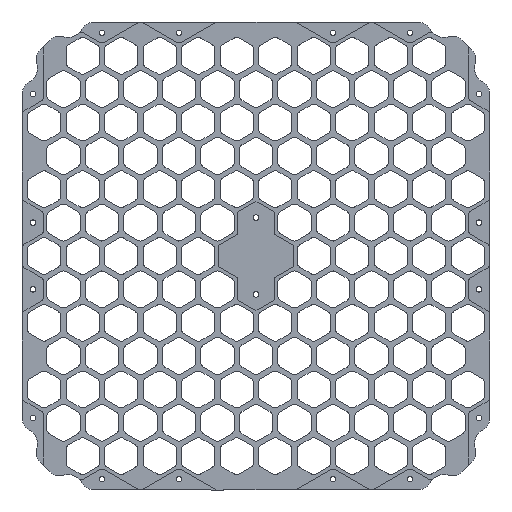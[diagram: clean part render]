
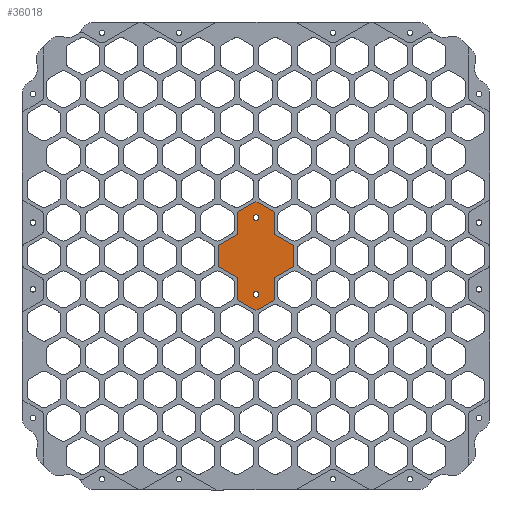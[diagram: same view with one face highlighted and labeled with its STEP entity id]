
A CAD part, front view. The second image highlights one B-rep face of the part: STEP entity #36018.
In plain terms, the highlighted planar face has unit normal (0, -1, 0).
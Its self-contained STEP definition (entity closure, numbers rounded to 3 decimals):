
#15=FACE_BOUND('',#3157,.T.);
#16=FACE_BOUND('',#3158,.T.);
#350=PLANE('',#37931);
#1293=FACE_OUTER_BOUND('',#3156,.T.);
#3156=EDGE_LOOP('',(#24016,#24017,#24018,#24019,#24020,#24021,#24022,#24023,
#24024,#24025,#24026,#24027,#24028,#24029));
#3157=EDGE_LOOP('',(#24030));
#3158=EDGE_LOOP('',(#24031));
#5328=LINE('',#52910,#9028);
#5331=LINE('',#52916,#9031);
#5334=LINE('',#52922,#9034);
#5337=LINE('',#52928,#9037);
#5340=LINE('',#52934,#9040);
#5343=LINE('',#52940,#9043);
#5346=LINE('',#52946,#9046);
#5349=LINE('',#52952,#9049);
#5353=LINE('',#52959,#9053);
#5356=LINE('',#52965,#9056);
#5359=LINE('',#52971,#9059);
#5362=LINE('',#52977,#9062);
#5365=LINE('',#52983,#9065);
#5367=LINE('',#52986,#9067);
#9028=VECTOR('',#41738,10.);
#9031=VECTOR('',#41743,10.);
#9034=VECTOR('',#41748,10.);
#9037=VECTOR('',#41753,10.);
#9040=VECTOR('',#41758,10.);
#9043=VECTOR('',#41763,10.);
#9046=VECTOR('',#41768,10.);
#9049=VECTOR('',#41773,10.);
#9053=VECTOR('',#41779,10.);
#9056=VECTOR('',#41784,10.);
#9059=VECTOR('',#41789,10.);
#9062=VECTOR('',#41794,10.);
#9065=VECTOR('',#41799,10.);
#9067=VECTOR('',#41803,10.);
#12740=CIRCLE('',#37912,1.6);
#12742=CIRCLE('',#37915,1.6);
#14620=VERTEX_POINT('',#52892);
#14622=VERTEX_POINT('',#52898);
#14626=VERTEX_POINT('',#52907);
#14627=VERTEX_POINT('',#52909);
#14629=VERTEX_POINT('',#52915);
#14631=VERTEX_POINT('',#52921);
#14633=VERTEX_POINT('',#52927);
#14635=VERTEX_POINT('',#52933);
#14637=VERTEX_POINT('',#52939);
#14639=VERTEX_POINT('',#52945);
#14641=VERTEX_POINT('',#52951);
#14643=VERTEX_POINT('',#52957);
#14645=VERTEX_POINT('',#52963);
#14647=VERTEX_POINT('',#52969);
#14649=VERTEX_POINT('',#52975);
#14651=VERTEX_POINT('',#52981);
#18356=EDGE_CURVE('',#14620,#14620,#12740,.T.);
#18359=EDGE_CURVE('',#14622,#14622,#12742,.T.);
#18364=EDGE_CURVE('',#14626,#14627,#5328,.F.);
#18367=EDGE_CURVE('',#14627,#14629,#5331,.F.);
#18370=EDGE_CURVE('',#14629,#14631,#5334,.F.);
#18373=EDGE_CURVE('',#14631,#14633,#5337,.F.);
#18376=EDGE_CURVE('',#14633,#14635,#5340,.F.);
#18379=EDGE_CURVE('',#14635,#14637,#5343,.F.);
#18382=EDGE_CURVE('',#14637,#14639,#5346,.F.);
#18385=EDGE_CURVE('',#14639,#14641,#5349,.F.);
#18389=EDGE_CURVE('',#14643,#14626,#5353,.F.);
#18392=EDGE_CURVE('',#14645,#14643,#5356,.F.);
#18395=EDGE_CURVE('',#14647,#14645,#5359,.F.);
#18398=EDGE_CURVE('',#14649,#14647,#5362,.F.);
#18401=EDGE_CURVE('',#14651,#14649,#5365,.F.);
#18403=EDGE_CURVE('',#14641,#14651,#5367,.F.);
#24016=ORIENTED_EDGE('',*,*,#18367,.F.);
#24017=ORIENTED_EDGE('',*,*,#18364,.F.);
#24018=ORIENTED_EDGE('',*,*,#18389,.F.);
#24019=ORIENTED_EDGE('',*,*,#18392,.F.);
#24020=ORIENTED_EDGE('',*,*,#18395,.F.);
#24021=ORIENTED_EDGE('',*,*,#18398,.F.);
#24022=ORIENTED_EDGE('',*,*,#18401,.F.);
#24023=ORIENTED_EDGE('',*,*,#18403,.F.);
#24024=ORIENTED_EDGE('',*,*,#18385,.F.);
#24025=ORIENTED_EDGE('',*,*,#18382,.F.);
#24026=ORIENTED_EDGE('',*,*,#18379,.F.);
#24027=ORIENTED_EDGE('',*,*,#18376,.F.);
#24028=ORIENTED_EDGE('',*,*,#18373,.F.);
#24029=ORIENTED_EDGE('',*,*,#18370,.F.);
#24030=ORIENTED_EDGE('',*,*,#18356,.F.);
#24031=ORIENTED_EDGE('',*,*,#18359,.T.);
#36018=ADVANCED_FACE('',(#1293,#15,#16),#350,.T.);
#37912=AXIS2_PLACEMENT_3D('',#52893,#41722,#41723);
#37915=AXIS2_PLACEMENT_3D('',#52899,#41729,#41730);
#37931=AXIS2_PLACEMENT_3D('',#52987,#41804,#41805);
#41722=DIRECTION('center_axis',(0.,-1.,0.));
#41723=DIRECTION('ref_axis',(-1.,0.,0.));
#41729=DIRECTION('center_axis',(0.,1.,0.));
#41730=DIRECTION('ref_axis',(-1.,0.,0.));
#41738=DIRECTION('',(0.866,0.,0.5));
#41743=DIRECTION('',(0.,0.,1.));
#41748=DIRECTION('',(0.866,0.,0.5));
#41753=DIRECTION('',(0.866,0.,-0.5));
#41758=DIRECTION('',(0.,0.,-1.));
#41763=DIRECTION('',(0.866,0.,-0.5));
#41768=DIRECTION('',(0.,0.,-1.));
#41773=DIRECTION('',(-0.866,0.,-0.5));
#41779=DIRECTION('',(0.,0.,1.));
#41784=DIRECTION('',(-0.866,0.,0.5));
#41789=DIRECTION('',(0.,0.,1.));
#41794=DIRECTION('',(-0.866,0.,0.5));
#41799=DIRECTION('',(-0.866,0.,-0.5));
#41803=DIRECTION('',(0.,0.,-1.));
#41804=DIRECTION('center_axis',(0.,-1.,0.));
#41805=DIRECTION('ref_axis',(0.,0.,-1.));
#52892=CARTESIAN_POINT('',(1.6,2.,63.));
#52893=CARTESIAN_POINT('Origin',(0.,2.,63.));
#52898=CARTESIAN_POINT('',(1.6,2.,107.));
#52899=CARTESIAN_POINT('Origin',(0.,2.,107.));
#52907=CARTESIAN_POINT('',(21.553,2.,78.923));
#52909=CARTESIAN_POINT('',(10.527,2.,72.557));
#52910=CARTESIAN_POINT('',(14.786,2.,75.016));
#52915=CARTESIAN_POINT('',(10.527,2.,59.824));
#52916=CARTESIAN_POINT('',(10.527,2.,78.778));
#52921=CARTESIAN_POINT('',(0.,2.,53.746));
#52922=CARTESIAN_POINT('',(12.03,2.,60.692));
#52927=CARTESIAN_POINT('',(-10.527,2.,59.824));
#52928=CARTESIAN_POINT('',(-6.767,2.,57.653));
#52933=CARTESIAN_POINT('',(-10.527,2.,72.557));
#52934=CARTESIAN_POINT('',(-10.527,2.,72.412));
#52939=CARTESIAN_POINT('',(-21.553,2.,78.923));
#52940=CARTESIAN_POINT('',(-9.273,2.,71.833));
#52945=CARTESIAN_POINT('',(-21.553,2.,91.078));
#52946=CARTESIAN_POINT('',(-21.553,2.,81.962));
#52951=CARTESIAN_POINT('',(-10.527,2.,97.444));
#52952=CARTESIAN_POINT('',(-14.787,2.,94.985));
#52957=CARTESIAN_POINT('',(21.553,2.,91.078));
#52959=CARTESIAN_POINT('',(21.553,2.,88.039));
#52963=CARTESIAN_POINT('',(10.527,2.,97.444));
#52965=CARTESIAN_POINT('',(9.273,2.,98.168));
#52969=CARTESIAN_POINT('',(10.527,2.,110.176));
#52971=CARTESIAN_POINT('',(10.527,2.,97.588));
#52975=CARTESIAN_POINT('',(0.,2.,116.254));
#52977=CARTESIAN_POINT('',(6.766,2.,112.347));
#52981=CARTESIAN_POINT('',(-10.527,2.,110.176));
#52983=CARTESIAN_POINT('',(-12.03,2.,109.308));
#52986=CARTESIAN_POINT('',(-10.527,2.,91.222));
#52987=CARTESIAN_POINT('Origin',(0.,2.,85.));
